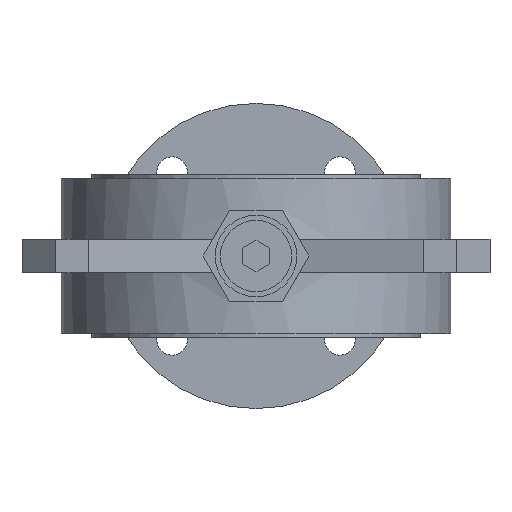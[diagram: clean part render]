
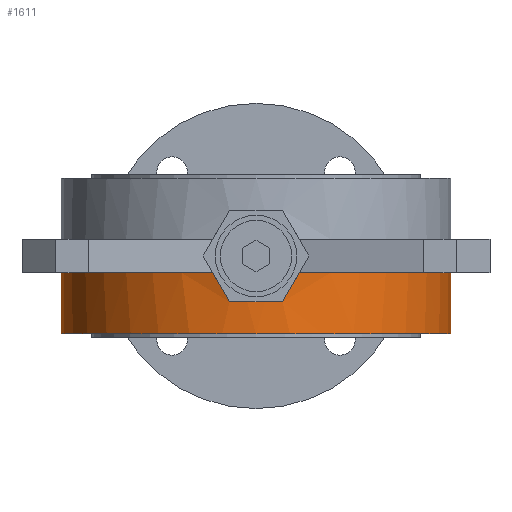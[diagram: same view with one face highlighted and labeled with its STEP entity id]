
A CAD part, front view. The second image highlights one B-rep face of the part: STEP entity #1611.
In plain terms, the highlighted cylindrical face has radius 57.5 mm (diameter 115 mm), a partial arc.
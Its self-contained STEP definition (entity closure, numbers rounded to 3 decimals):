
#14 = ORIENTED_EDGE ( 'NONE', *, *, #14640, .T. ) ;
#270 = ORIENTED_EDGE ( 'NONE', *, *, #23728, .F. ) ;
#411 = VERTEX_POINT ( 'NONE', #8710 ) ;
#641 = DIRECTION ( 'NONE',  ( 1., 0., 0. ) ) ;
#1243 = CARTESIAN_POINT ( 'NONE',  ( -57.5, 0., -23. ) ) ;
#1246 = LINE ( 'NONE', #21077, #22394 ) ;
#1595 = CIRCLE ( 'NONE', #17000, 57.5 ) ;
#1611 = ADVANCED_FACE ( 'NONE', ( #15212 ), #24803, .T. ) ;
#2097 = VECTOR ( 'NONE', #16161, 1000. ) ;
#2387 = AXIS2_PLACEMENT_3D ( 'NONE', #9131, #11110, #3288 ) ;
#2708 = LINE ( 'NONE', #18222, #2097 ) ;
#3288 = DIRECTION ( 'NONE',  ( 1., 0., 0. ) ) ;
#3334 = CARTESIAN_POINT ( 'NONE',  ( -12.702, -56.08, -5. ) ) ;
#3399 = DIRECTION ( 'NONE',  ( 1., 0., 0. ) ) ;
#3518 = CARTESIAN_POINT ( 'NONE',  ( 0., 0., -5. ) ) ;
#3927 = EDGE_CURVE ( 'NONE', #18634, #13230, #1595, .T. ) ;
#4280 = VERTEX_POINT ( 'NONE', #17338 ) ;
#4529 = CARTESIAN_POINT ( 'NONE',  ( -12.702, -56.08, -5. ) ) ;
#5373 = DIRECTION ( 'NONE',  ( 0., 0., 1. ) ) ;
#5938 = CARTESIAN_POINT ( 'NONE',  ( 57.5, 0., -5. ) ) ;
#6643 = CARTESIAN_POINT ( 'NONE',  ( -7.794, -56.969, -13.5 ) ) ;
#6649 = CARTESIAN_POINT ( 'NONE',  ( -57.5, 0., -5. ) ) ;
#7322 =( BOUNDED_CURVE ( )  B_SPLINE_CURVE ( 3, ( #16224, #12535, #14423, #4529 ),
 .UNSPECIFIED., .F., .T. ) 
 B_SPLINE_CURVE_WITH_KNOTS ( ( 4, 4 ),
 ( 4.848, 4.935 ),
 .UNSPECIFIED. ) 
 CURVE ( )  GEOMETRIC_REPRESENTATION_ITEM ( )  RATIONAL_B_SPLINE_CURVE ( ( 1., 0.999, 0.999, 1. ) ) 
 REPRESENTATION_ITEM ( '' )  );
#7800 = CARTESIAN_POINT ( 'NONE',  ( 12.702, -56.08, -5. ) ) ;
#8112 = CARTESIAN_POINT ( 'NONE',  ( 11.079, -56.447, -7.81 ) ) ;
#8710 = CARTESIAN_POINT ( 'NONE',  ( 12.702, -56.08, -5. ) ) ;
#8984 = ORIENTED_EDGE ( 'NONE', *, *, #13489, .F. ) ;
#9131 = CARTESIAN_POINT ( 'NONE',  ( 0., 0., -13.5 ) ) ;
#9164 = ORIENTED_EDGE ( 'NONE', *, *, #16172, .T. ) ;
#9980 = CARTESIAN_POINT ( 'NONE',  ( 57.5, 0., -23. ) ) ;
#10936 = CIRCLE ( 'NONE', #23636, 57.5 ) ;
#11110 = DIRECTION ( 'NONE',  ( 0., 0., -1. ) ) ;
#11267 = VERTEX_POINT ( 'NONE', #6643 ) ;
#11519 =( BOUNDED_CURVE ( )  B_SPLINE_CURVE ( 3, ( #7800, #8112, #11965, #15902 ),
 .UNSPECIFIED., .F., .T. ) 
 B_SPLINE_CURVE_WITH_KNOTS ( ( 4, 4 ),
 ( 1.348, 1.435 ),
 .UNSPECIFIED. ) 
 CURVE ( )  GEOMETRIC_REPRESENTATION_ITEM ( )  RATIONAL_B_SPLINE_CURVE ( ( 1., 0.999, 0.999, 1. ) ) 
 REPRESENTATION_ITEM ( '' )  );
#11965 = CARTESIAN_POINT ( 'NONE',  ( 9.442, -56.744, -10.645 ) ) ;
#12535 = CARTESIAN_POINT ( 'NONE',  ( -9.442, -56.744, -10.645 ) ) ;
#12624 = ORIENTED_EDGE ( 'NONE', *, *, #21363, .T. ) ;
#13102 = CARTESIAN_POINT ( 'NONE',  ( 0., 0., -23. ) ) ;
#13230 = VERTEX_POINT ( 'NONE', #9980 ) ;
#13489 = EDGE_CURVE ( 'NONE', #19275, #23131, #10936, .T. ) ;
#14423 = CARTESIAN_POINT ( 'NONE',  ( -11.079, -56.447, -7.81 ) ) ;
#14530 = AXIS2_PLACEMENT_3D ( 'NONE', #22507, #24162, #641 ) ;
#14640 = EDGE_CURVE ( 'NONE', #11267, #23131, #7322, .T. ) ;
#15073 = DIRECTION ( 'NONE',  ( 0., 0., 1. ) ) ;
#15212 = FACE_OUTER_BOUND ( 'NONE', #21348, .T. ) ;
#15662 = DIRECTION ( 'NONE',  ( 0., 0., 1. ) ) ;
#15886 = ORIENTED_EDGE ( 'NONE', *, *, #3927, .T. ) ;
#15900 = DIRECTION ( 'NONE',  ( 1., 0., 0. ) ) ;
#15902 = CARTESIAN_POINT ( 'NONE',  ( 7.794, -56.969, -13.5 ) ) ;
#16161 = DIRECTION ( 'NONE',  ( 0., 0., 1. ) ) ;
#16172 = EDGE_CURVE ( 'NONE', #411, #4280, #11519, .T. ) ;
#16224 = CARTESIAN_POINT ( 'NONE',  ( -7.794, -56.969, -13.5 ) ) ;
#16507 = ORIENTED_EDGE ( 'NONE', *, *, #17606, .T. ) ;
#16661 = CIRCLE ( 'NONE', #2387, 57.5 ) ;
#17000 = AXIS2_PLACEMENT_3D ( 'NONE', #13102, #15073, #3399 ) ;
#17338 = CARTESIAN_POINT ( 'NONE',  ( 7.794, -56.969, -13.5 ) ) ;
#17398 = AXIS2_PLACEMENT_3D ( 'NONE', #17802, #15662, #15900 ) ;
#17606 = EDGE_CURVE ( 'NONE', #13230, #22157, #2708, .T. ) ;
#17802 = CARTESIAN_POINT ( 'NONE',  ( 0., 0., 115.101 ) ) ;
#18222 = CARTESIAN_POINT ( 'NONE',  ( 57.5, 0., 115.101 ) ) ;
#18634 = VERTEX_POINT ( 'NONE', #1243 ) ;
#18864 = CIRCLE ( 'NONE', #14530, 57.5 ) ;
#19103 = DIRECTION ( 'NONE',  ( 0., 0., 1. ) ) ;
#19275 = VERTEX_POINT ( 'NONE', #6649 ) ;
#21077 = CARTESIAN_POINT ( 'NONE',  ( -57.5, 0., 115.101 ) ) ;
#21348 = EDGE_LOOP ( 'NONE', ( #270, #15886, #16507, #22400, #9164, #12624, #14, #8984 ) ) ;
#21363 = EDGE_CURVE ( 'NONE', #4280, #11267, #16661, .T. ) ;
#22157 = VERTEX_POINT ( 'NONE', #5938 ) ;
#22394 = VECTOR ( 'NONE', #19103, 1000. ) ;
#22400 = ORIENTED_EDGE ( 'NONE', *, *, #25123, .F. ) ;
#22507 = CARTESIAN_POINT ( 'NONE',  ( 0., 0., -5. ) ) ;
#23131 = VERTEX_POINT ( 'NONE', #3334 ) ;
#23636 = AXIS2_PLACEMENT_3D ( 'NONE', #3518, #5373, #25038 ) ;
#23728 = EDGE_CURVE ( 'NONE', #18634, #19275, #1246, .T. ) ;
#24162 = DIRECTION ( 'NONE',  ( 0., 0., 1. ) ) ;
#24803 = CYLINDRICAL_SURFACE ( 'NONE', #17398, 57.5 ) ;
#25038 = DIRECTION ( 'NONE',  ( 1., 0., 0. ) ) ;
#25123 = EDGE_CURVE ( 'NONE', #411, #22157, #18864, .T. ) ;
